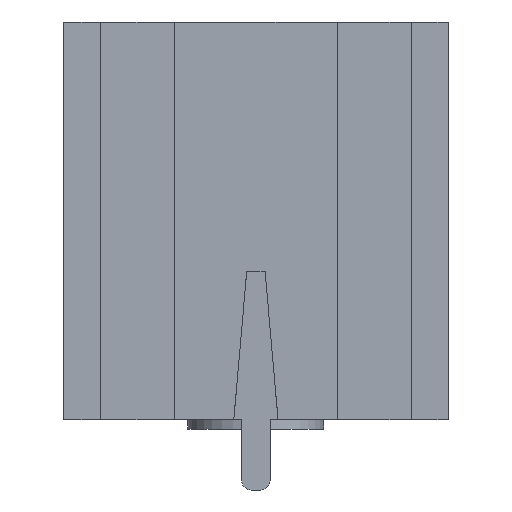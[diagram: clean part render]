
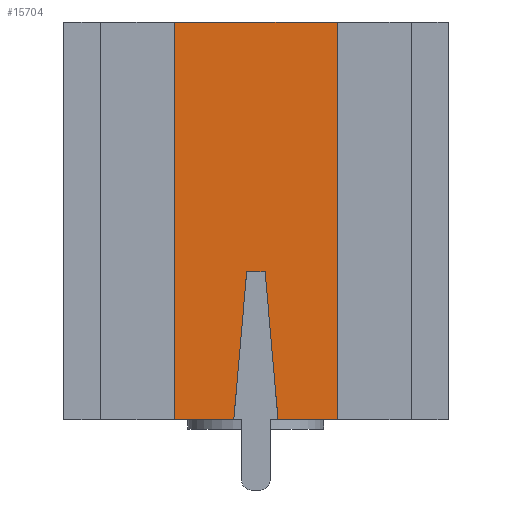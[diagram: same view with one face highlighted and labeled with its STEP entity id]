
A CAD part, left-side view. The second image highlights one B-rep face of the part: STEP entity #15704.
In plain terms, the highlighted planar face has unit normal (-1, 0, 0).
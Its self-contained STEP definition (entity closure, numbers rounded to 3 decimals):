
#444 = CARTESIAN_POINT ( 'NONE',  ( -38.9, -0.498, 8. ) ) ;
#725 = LINE ( 'NONE', #3472, #13860 ) ;
#904 = ORIENTED_EDGE ( 'NONE', *, *, #12909, .T. ) ;
#961 = ORIENTED_EDGE ( 'NONE', *, *, #1911, .T. ) ;
#1478 = VECTOR ( 'NONE', #9159, 1000. ) ;
#1911 = EDGE_CURVE ( 'NONE', #13385, #2189, #13513, .T. ) ;
#2031 = EDGE_CURVE ( 'NONE', #6848, #4440, #12019, .T. ) ;
#2189 = VERTEX_POINT ( 'NONE', #14604 ) ;
#2204 = LINE ( 'NONE', #7925, #6523 ) ;
#2488 = VECTOR ( 'NONE', #14493, 1000. ) ;
#2829 = ORIENTED_EDGE ( 'NONE', *, *, #2031, .T. ) ;
#3237 = AXIS2_PLACEMENT_3D ( 'NONE', #10204, #4859, #10475 ) ;
#3443 = CARTESIAN_POINT ( 'NONE',  ( -38.9, 1.198, 0. ) ) ;
#3472 = CARTESIAN_POINT ( 'NONE',  ( -38.9, 10.4, 0. ) ) ;
#3703 = VERTEX_POINT ( 'NONE', #11807 ) ;
#4440 = VERTEX_POINT ( 'NONE', #6801 ) ;
#4755 = EDGE_CURVE ( 'NONE', #3703, #8259, #11790, .T. ) ;
#4859 = DIRECTION ( 'NONE',  ( 1., 0., 0. ) ) ;
#4961 = DIRECTION ( 'NONE',  ( 0., -1., 0. ) ) ;
#5360 = ORIENTED_EDGE ( 'NONE', *, *, #16389, .T. ) ;
#5596 = LINE ( 'NONE', #15265, #7337 ) ;
#6523 = VECTOR ( 'NONE', #9113, 1000. ) ;
#6686 = DIRECTION ( 'NONE',  ( 0., 0., 1. ) ) ;
#6801 = CARTESIAN_POINT ( 'NONE',  ( -38.9, 4.4, 0. ) ) ;
#6848 = VERTEX_POINT ( 'NONE', #13803 ) ;
#7139 = DIRECTION ( 'NONE',  ( 0., -1., 0. ) ) ;
#7337 = VECTOR ( 'NONE', #7139, 1000. ) ;
#7343 = CARTESIAN_POINT ( 'NONE',  ( -38.9, 10.4, 8. ) ) ;
#7871 = CARTESIAN_POINT ( 'NONE',  ( -38.9, 0.757, 22.344 ) ) ;
#7925 = CARTESIAN_POINT ( 'NONE',  ( -38.9, -0.599, 20.538 ) ) ;
#8040 = ORIENTED_EDGE ( 'NONE', *, *, #12079, .T. ) ;
#8181 = VECTOR ( 'NONE', #6686, 1000. ) ;
#8259 = VERTEX_POINT ( 'NONE', #444 ) ;
#8384 = VECTOR ( 'NONE', #11070, 1000. ) ;
#9113 = DIRECTION ( 'NONE',  ( 0., -0.087, 0.996 ) ) ;
#9159 = DIRECTION ( 'NONE',  ( 0., -0.087, -0.996 ) ) ;
#9180 = CARTESIAN_POINT ( 'NONE',  ( -38.9, -4.4, 21.5 ) ) ;
#9451 = CARTESIAN_POINT ( 'NONE',  ( -38.9, -4.4, 21.5 ) ) ;
#10204 = CARTESIAN_POINT ( 'NONE',  ( -38.9, 10.4, 21.5 ) ) ;
#10387 = FACE_OUTER_BOUND ( 'NONE', #13675, .T. ) ;
#10475 = DIRECTION ( 'NONE',  ( 0., 1., 0. ) ) ;
#11070 = DIRECTION ( 'NONE',  ( 0., -1., 0. ) ) ;
#11553 = CARTESIAN_POINT ( 'NONE',  ( -38.9, -1.198, 0. ) ) ;
#11790 = LINE ( 'NONE', #7343, #18117 ) ;
#11807 = CARTESIAN_POINT ( 'NONE',  ( -38.9, 0.498, 8. ) ) ;
#12019 = LINE ( 'NONE', #13406, #2488 ) ;
#12079 = EDGE_CURVE ( 'NONE', #4440, #18215, #725, .T. ) ;
#12170 = LINE ( 'NONE', #7871, #1478 ) ;
#12259 = LINE ( 'NONE', #9451, #8181 ) ;
#12479 = CARTESIAN_POINT ( 'NONE',  ( -38.9, 10.4, 0. ) ) ;
#12909 = EDGE_CURVE ( 'NONE', #2189, #18006, #12259, .T. ) ;
#13385 = VERTEX_POINT ( 'NONE', #11553 ) ;
#13406 = CARTESIAN_POINT ( 'NONE',  ( -38.9, 4.4, 21.5 ) ) ;
#13513 = LINE ( 'NONE', #12479, #8384 ) ;
#13675 = EDGE_LOOP ( 'NONE', ( #8040, #5360, #18204, #18205, #961, #904, #16110, #2829 ) ) ;
#13803 = CARTESIAN_POINT ( 'NONE',  ( -38.9, 4.4, 21.5 ) ) ;
#13860 = VECTOR ( 'NONE', #16407, 1000. ) ;
#14493 = DIRECTION ( 'NONE',  ( 0., 0., -1. ) ) ;
#14604 = CARTESIAN_POINT ( 'NONE',  ( -38.9, -4.4, 0. ) ) ;
#15132 = EDGE_CURVE ( 'NONE', #6848, #18006, #5596, .T. ) ;
#15265 = CARTESIAN_POINT ( 'NONE',  ( -38.9, 10.4, 21.5 ) ) ;
#15704 = ADVANCED_FACE ( 'NONE', ( #10387 ), #15748, .F. ) ;
#15748 = PLANE ( 'NONE',  #3237 ) ;
#15880 = EDGE_CURVE ( 'NONE', #8259, #13385, #12170, .T. ) ;
#16110 = ORIENTED_EDGE ( 'NONE', *, *, #15132, .F. ) ;
#16389 = EDGE_CURVE ( 'NONE', #18215, #3703, #2204, .T. ) ;
#16407 = DIRECTION ( 'NONE',  ( 0., -1., 0. ) ) ;
#18006 = VERTEX_POINT ( 'NONE', #9180 ) ;
#18117 = VECTOR ( 'NONE', #4961, 1000. ) ;
#18204 = ORIENTED_EDGE ( 'NONE', *, *, #4755, .T. ) ;
#18205 = ORIENTED_EDGE ( 'NONE', *, *, #15880, .T. ) ;
#18215 = VERTEX_POINT ( 'NONE', #3443 ) ;
